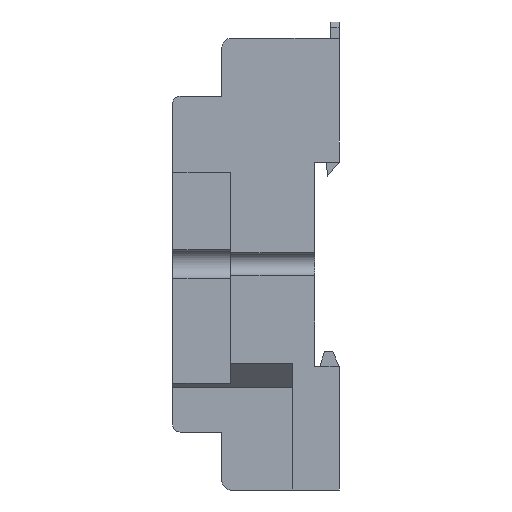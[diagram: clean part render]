
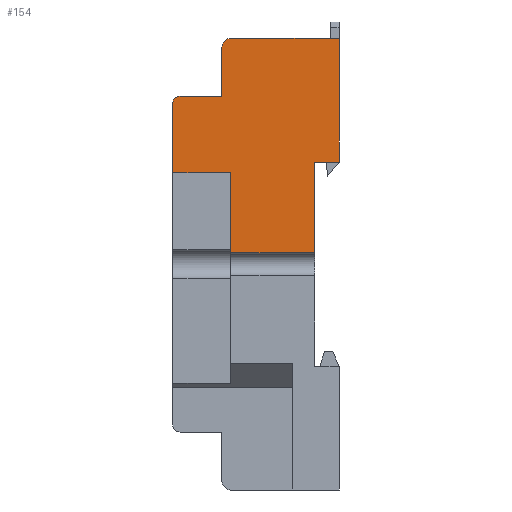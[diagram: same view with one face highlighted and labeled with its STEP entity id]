
A CAD part, left-side view. The second image highlights one B-rep face of the part: STEP entity #154.
In plain terms, the highlighted planar face has unit normal (-1, 0, 0).
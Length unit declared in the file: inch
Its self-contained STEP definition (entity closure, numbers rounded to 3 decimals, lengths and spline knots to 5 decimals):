
#154 = ADVANCED_FACE ( 'NONE', ( #4020 ), #4577, .F. ) ;
#304 = ORIENTED_EDGE ( 'NONE', *, *, #7032, .F. ) ;
#353 = EDGE_LOOP ( 'NONE', ( #3237, #8594, #7778, #12163, #11382, #304, #13101, #388, #9447, #1320, #13371, #3664 ) ) ;
#388 = ORIENTED_EDGE ( 'NONE', *, *, #13974, .F. ) ;
#836 = CARTESIAN_POINT ( 'NONE',  ( -0.585, 1.15, 0. ) ) ;
#1316 = VECTOR ( 'NONE', #7054, 39.37008 ) ;
#1320 = ORIENTED_EDGE ( 'NONE', *, *, #3369, .F. ) ;
#1560 = CARTESIAN_POINT ( 'NONE',  ( -0.585, 1.15, 1.11 ) ) ;
#1583 = CARTESIAN_POINT ( 'NONE',  ( -0.585, 0.75, 0.63 ) ) ;
#1753 = CARTESIAN_POINT ( 'NONE',  ( -0.585, 0.81, 1.5 ) ) ;
#1885 = CARTESIAN_POINT ( 'NONE',  ( -0.585, 0.17, 0.705 ) ) ;
#1997 = VECTOR ( 'NONE', #5282, 39.37008 ) ;
#2038 = VERTEX_POINT ( 'NONE', #12771 ) ;
#2598 = LINE ( 'NONE', #3745, #11185 ) ;
#2632 = AXIS2_PLACEMENT_3D ( 'NONE', #5166, #6911, #13533 ) ;
#3029 = CARTESIAN_POINT ( 'NONE',  ( -0.585, 1.1, 1.16 ) ) ;
#3034 = VECTOR ( 'NONE', #9679, 39.37008 ) ;
#3075 = VERTEX_POINT ( 'NONE', #9773 ) ;
#3202 = CARTESIAN_POINT ( 'NONE',  ( -0.585, 0.75, 1.5 ) ) ;
#3237 = ORIENTED_EDGE ( 'NONE', *, *, #6055, .F. ) ;
#3263 = EDGE_CURVE ( 'NONE', #8895, #14113, #14471, .T. ) ;
#3369 = EDGE_CURVE ( 'NONE', #11779, #7790, #7959, .T. ) ;
#3373 = CARTESIAN_POINT ( 'NONE',  ( -0.585, 1.15, 0.63 ) ) ;
#3491 = VECTOR ( 'NONE', #6151, 39.37008 ) ;
#3596 = LINE ( 'NONE', #836, #1997 ) ;
#3664 = ORIENTED_EDGE ( 'NONE', *, *, #3263, .F. ) ;
#3745 = CARTESIAN_POINT ( 'NONE',  ( -0.585, 4.89833, 1.16 ) ) ;
#4020 = FACE_OUTER_BOUND ( 'NONE', #353, .T. ) ;
#4067 = CARTESIAN_POINT ( 'NONE',  ( -0.585, 0.17, 0.705 ) ) ;
#4279 = CARTESIAN_POINT ( 'NONE',  ( -0.585, 0.75, 1.56 ) ) ;
#4326 = DIRECTION ( 'NONE',  ( 0., -1., 0. ) ) ;
#4440 = DIRECTION ( 'NONE',  ( 0., 0., 1. ) ) ;
#4485 = DIRECTION ( 'NONE',  ( -1., 0., 0. ) ) ;
#4524 = CIRCLE ( 'NONE', #6213, 0.05 ) ;
#4577 = PLANE ( 'NONE',  #2632 ) ;
#4590 = CARTESIAN_POINT ( 'NONE',  ( -0.585, 1.15, 1.56 ) ) ;
#4676 = LINE ( 'NONE', #12616, #1316 ) ;
#4748 = EDGE_CURVE ( 'NONE', #2038, #10961, #11598, .T. ) ;
#4866 = LINE ( 'NONE', #14367, #7146 ) ;
#4992 = VECTOR ( 'NONE', #13595, 39.37008 ) ;
#5022 = CARTESIAN_POINT ( 'NONE',  ( -0.585, 0.75, -1.56 ) ) ;
#5166 = CARTESIAN_POINT ( 'NONE',  ( -0.585, 1.15, -1.56 ) ) ;
#5235 = DIRECTION ( 'NONE',  ( 0., 0., -1. ) ) ;
#5278 = VERTEX_POINT ( 'NONE', #7461 ) ;
#5282 = DIRECTION ( 'NONE',  ( 0., 0., 1. ) ) ;
#5382 = EDGE_CURVE ( 'NONE', #14113, #11779, #12788, .T. ) ;
#5611 = DIRECTION ( 'NONE',  ( 0., 1., 0. ) ) ;
#6055 = EDGE_CURVE ( 'NONE', #14229, #8895, #2598, .T. ) ;
#6100 = AXIS2_PLACEMENT_3D ( 'NONE', #3202, #11027, #4326 ) ;
#6151 = DIRECTION ( 'NONE',  ( 0., 0., 1. ) ) ;
#6153 = VERTEX_POINT ( 'NONE', #1583 ) ;
#6213 = AXIS2_PLACEMENT_3D ( 'NONE', #11184, #4485, #12287 ) ;
#6349 = EDGE_CURVE ( 'NONE', #14229, #10793, #4524, .T. ) ;
#6395 = LINE ( 'NONE', #3373, #9356 ) ;
#6581 = VECTOR ( 'NONE', #5235, 39.37008 ) ;
#6911 = DIRECTION ( 'NONE',  ( 1., 0., 0. ) ) ;
#6926 = VERTEX_POINT ( 'NONE', #14130 ) ;
#7032 = EDGE_CURVE ( 'NONE', #2038, #6926, #4866, .T. ) ;
#7054 = DIRECTION ( 'NONE',  ( 0., 1., 0. ) ) ;
#7146 = VECTOR ( 'NONE', #13228, 39.37008 ) ;
#7461 = CARTESIAN_POINT ( 'NONE',  ( -0.585, 1.15, 0.63 ) ) ;
#7778 = ORIENTED_EDGE ( 'NONE', *, *, #12414, .F. ) ;
#7790 = VERTEX_POINT ( 'NONE', #12447 ) ;
#7959 = LINE ( 'NONE', #4590, #4992 ) ;
#8053 = EDGE_CURVE ( 'NONE', #6926, #6153, #12405, .T. ) ;
#8182 = DIRECTION ( 'NONE',  ( 0., -1., 0. ) ) ;
#8594 = ORIENTED_EDGE ( 'NONE', *, *, #6349, .T. ) ;
#8895 = VERTEX_POINT ( 'NONE', #12274 ) ;
#9302 = EDGE_CURVE ( 'NONE', #7790, #3075, #9563, .T. ) ;
#9356 = VECTOR ( 'NONE', #5611, 39.37008 ) ;
#9447 = ORIENTED_EDGE ( 'NONE', *, *, #9302, .F. ) ;
#9563 = LINE ( 'NONE', #9685, #6581 ) ;
#9679 = DIRECTION ( 'NONE',  ( 0., 0., 1. ) ) ;
#9685 = CARTESIAN_POINT ( 'NONE',  ( -0.585, 0., -1.56 ) ) ;
#9773 = CARTESIAN_POINT ( 'NONE',  ( -0.585, 0., 0.705 ) ) ;
#10793 = VERTEX_POINT ( 'NONE', #1560 ) ;
#10961 = VERTEX_POINT ( 'NONE', #4067 ) ;
#11027 = DIRECTION ( 'NONE',  ( 1., 0., 0. ) ) ;
#11185 = VECTOR ( 'NONE', #8182, 39.37008 ) ;
#11184 = CARTESIAN_POINT ( 'NONE',  ( -0.585, 1.1, 1.11 ) ) ;
#11382 = ORIENTED_EDGE ( 'NONE', *, *, #8053, .F. ) ;
#11598 = LINE ( 'NONE', #1885, #3034 ) ;
#11779 = VERTEX_POINT ( 'NONE', #4279 ) ;
#11822 = VECTOR ( 'NONE', #4440, 39.37008 ) ;
#12163 = ORIENTED_EDGE ( 'NONE', *, *, #14432, .F. ) ;
#12252 = CARTESIAN_POINT ( 'NONE',  ( -0.585, 0.81, -1.56 ) ) ;
#12274 = CARTESIAN_POINT ( 'NONE',  ( -0.585, 0.81, 1.16 ) ) ;
#12287 = DIRECTION ( 'NONE',  ( 0., 0., -1. ) ) ;
#12405 = LINE ( 'NONE', #5022, #3491 ) ;
#12414 = EDGE_CURVE ( 'NONE', #5278, #10793, #3596, .T. ) ;
#12447 = CARTESIAN_POINT ( 'NONE',  ( -0.585, 0., 1.56 ) ) ;
#12616 = CARTESIAN_POINT ( 'NONE',  ( -0.585, 1.15, 0.705 ) ) ;
#12771 = CARTESIAN_POINT ( 'NONE',  ( -0.585, 0.17, 0.08 ) ) ;
#12788 = CIRCLE ( 'NONE', #6100, 0.06 ) ;
#13101 = ORIENTED_EDGE ( 'NONE', *, *, #4748, .T. ) ;
#13228 = DIRECTION ( 'NONE',  ( 0., 1., 0. ) ) ;
#13371 = ORIENTED_EDGE ( 'NONE', *, *, #5382, .F. ) ;
#13533 = DIRECTION ( 'NONE',  ( 0., 0., -1. ) ) ;
#13595 = DIRECTION ( 'NONE',  ( 0., -1., 0. ) ) ;
#13974 = EDGE_CURVE ( 'NONE', #3075, #10961, #4676, .T. ) ;
#14113 = VERTEX_POINT ( 'NONE', #1753 ) ;
#14130 = CARTESIAN_POINT ( 'NONE',  ( -0.585, 0.75, 0.08 ) ) ;
#14229 = VERTEX_POINT ( 'NONE', #3029 ) ;
#14367 = CARTESIAN_POINT ( 'NONE',  ( -0.585, 1.15, 0.08 ) ) ;
#14432 = EDGE_CURVE ( 'NONE', #6153, #5278, #6395, .T. ) ;
#14471 = LINE ( 'NONE', #12252, #11822 ) ;
